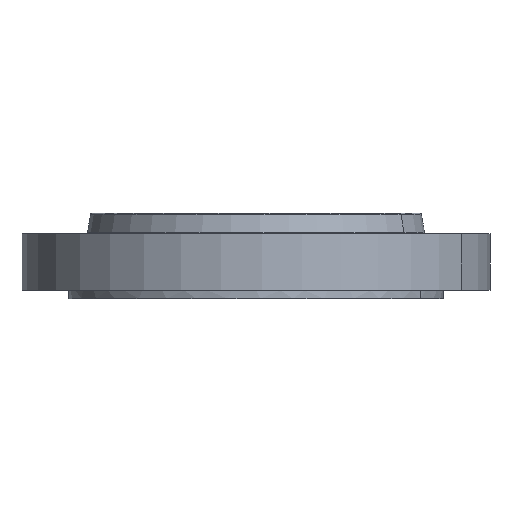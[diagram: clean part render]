
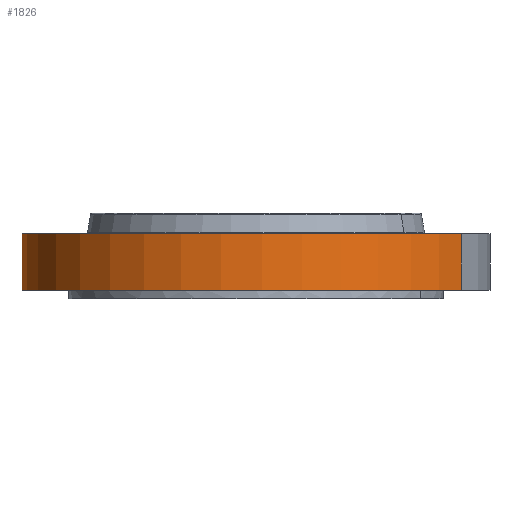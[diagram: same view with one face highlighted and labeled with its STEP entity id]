
A CAD part, left-side view. The second image highlights one B-rep face of the part: STEP entity #1826.
In plain terms, the highlighted cylindrical face has radius 222.25 mm (diameter 444.5 mm), a partial arc.
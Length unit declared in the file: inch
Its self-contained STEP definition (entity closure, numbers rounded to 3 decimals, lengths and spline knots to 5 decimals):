
#1396=AXIS2_PLACEMENT_3D('Circle Axis2P3D',#1394,#1395,$) ;
#1787=AXIS2_PLACEMENT_3D('Cylinder Axis2P3D',#1784,#1785,#1786) ;
#1817=AXIS2_PLACEMENT_3D('Circle Axis2P3D',#1815,#1816,$) ;
#1394=CARTESIAN_POINT('Axis2P3D Location',(0.,0.,0.)) ;
#1398=CARTESIAN_POINT('Vertex',(-4.19497,-7.67885,0.)) ;
#1400=CARTESIAN_POINT('Vertex',(4.19497,7.67885,0.)) ;
#1784=CARTESIAN_POINT('Axis2P3D Location',(0.,0.,1.2835)) ;
#1789=CARTESIAN_POINT('Line Origine',(4.19497,7.67885,1.06)) ;
#1793=CARTESIAN_POINT('Vertex',(4.19497,7.67885,2.12)) ;
#1800=CARTESIAN_POINT('Vertex',(-4.19497,-7.67885,2.12)) ;
#1803=CARTESIAN_POINT('Line Origine',(-4.19497,-7.67885,1.06)) ;
#1815=CARTESIAN_POINT('Axis2P3D Location',(0.,0.,2.12)) ;
#1395=DIRECTION('Axis2P3D Direction',(0.,0.,-0.039)) ;
#1785=DIRECTION('Axis2P3D Direction',(0.,0.,-0.039)) ;
#1786=DIRECTION('Axis2P3D XDirection',(-0.019,-0.035,0.)) ;
#1790=DIRECTION('Vector Direction',(0.,0.,-0.039)) ;
#1804=DIRECTION('Vector Direction',(0.,0.,-0.039)) ;
#1816=DIRECTION('Axis2P3D Direction',(0.,0.,-0.039)) ;
#1791=VECTOR('Line Direction',#1790,0.03937) ;
#1805=VECTOR('Line Direction',#1804,0.03937) ;
#1821=ORIENTED_EDGE('',*,*,#1402,.F.) ;
#1822=ORIENTED_EDGE('',*,*,#1807,.T.) ;
#1823=ORIENTED_EDGE('',*,*,#1819,.T.) ;
#1824=ORIENTED_EDGE('',*,*,#1795,.F.) ;
#1826=ADVANCED_FACE('PartBody',(#1825),#1788,.T.) ;
#1397=CIRCLE('generated circle',#1396,8.75) ;
#1818=CIRCLE('generated circle',#1817,8.75) ;
#1788=CYLINDRICAL_SURFACE('generated cylinder',#1787,8.75) ;
#1402=EDGE_CURVE('',#1399,#1401,#1397,.T.) ;
#1795=EDGE_CURVE('',#1401,#1794,#1792,.F.) ;
#1807=EDGE_CURVE('',#1399,#1801,#1806,.F.) ;
#1819=EDGE_CURVE('',#1801,#1794,#1818,.T.) ;
#1820=EDGE_LOOP('',(#1821,#1822,#1823,#1824)) ;
#1825=FACE_OUTER_BOUND('',#1820,.T.) ;
#1792=LINE('Line',#1789,#1791) ;
#1806=LINE('Line',#1803,#1805) ;
#1399=VERTEX_POINT('',#1398) ;
#1401=VERTEX_POINT('',#1400) ;
#1794=VERTEX_POINT('',#1793) ;
#1801=VERTEX_POINT('',#1800) ;
